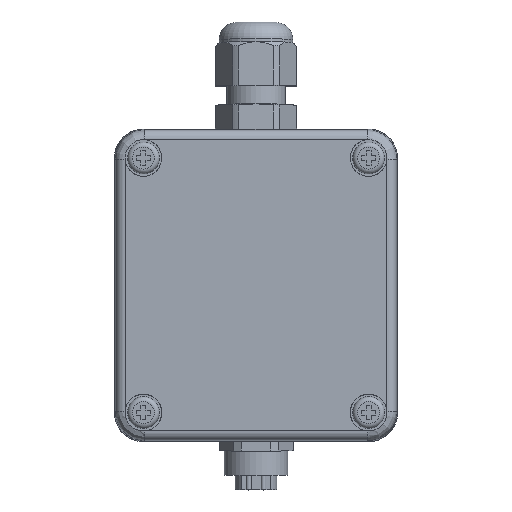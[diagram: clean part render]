
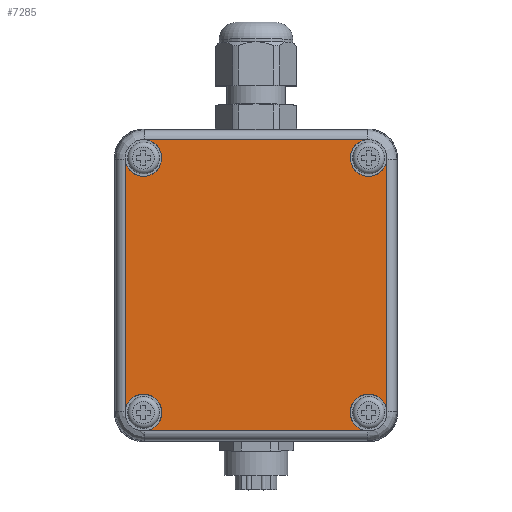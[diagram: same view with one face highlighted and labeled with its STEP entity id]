
A CAD part, top view. The second image highlights one B-rep face of the part: STEP entity #7285.
In plain terms, the highlighted planar face has unit normal (0, 0, 1).
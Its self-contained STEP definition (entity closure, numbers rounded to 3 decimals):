
#650=FACE_OUTER_BOUND('',#1125,.T.);
#1125=EDGE_LOOP('',(#5570,#5571,#5572,#5573,#5574,#5575,#5576,#5577,#5578,
#5579));
#1659=LINE('',#12009,#2217);
#1661=LINE('',#12014,#2219);
#1662=LINE('',#12119,#2220);
#1664=LINE('',#12122,#2222);
#2217=VECTOR('',#9432,45.331);
#2219=VECTOR('',#9438,45.331);
#2220=VECTOR('',#9445,51.331);
#2222=VECTOR('',#9449,51.331);
#2601=CIRCLE('',#7705,3.75);
#2606=CIRCLE('',#7715,3.75);
#2608=CIRCLE('',#7717,3.75);
#2612=CIRCLE('',#7725,3.75);
#2614=CIRCLE('',#7727,3.75);
#2618=CIRCLE('',#7734,3.75);
#3071=VERTEX_POINT('',#11121);
#3072=VERTEX_POINT('',#11122);
#3082=VERTEX_POINT('',#11175);
#3083=VERTEX_POINT('',#11177);
#3085=VERTEX_POINT('',#11182);
#3091=VERTEX_POINT('',#11210);
#3092=VERTEX_POINT('',#11212);
#3094=VERTEX_POINT('',#11217);
#3098=VERTEX_POINT('',#11229);
#3099=VERTEX_POINT('',#11230);
#3790=EDGE_CURVE('',#3071,#3072,#2601,.T.);
#3803=EDGE_CURVE('',#3083,#3082,#2606,.T.);
#3806=EDGE_CURVE('',#3085,#3083,#2608,.T.);
#3814=EDGE_CURVE('',#3092,#3091,#2612,.T.);
#3817=EDGE_CURVE('',#3094,#3092,#2614,.T.);
#3823=EDGE_CURVE('',#3098,#3099,#2618,.T.);
#4100=EDGE_CURVE('',#3071,#3099,#1659,.T.);
#4103=EDGE_CURVE('',#3085,#3091,#1661,.T.);
#4106=EDGE_CURVE('',#3098,#3082,#1662,.T.);
#4108=EDGE_CURVE('',#3094,#3072,#1664,.T.);
#5570=ORIENTED_EDGE('',*,*,#3823,.T.);
#5571=ORIENTED_EDGE('',*,*,#4100,.F.);
#5572=ORIENTED_EDGE('',*,*,#3790,.T.);
#5573=ORIENTED_EDGE('',*,*,#4108,.F.);
#5574=ORIENTED_EDGE('',*,*,#3817,.T.);
#5575=ORIENTED_EDGE('',*,*,#3814,.T.);
#5576=ORIENTED_EDGE('',*,*,#4103,.F.);
#5577=ORIENTED_EDGE('',*,*,#3806,.T.);
#5578=ORIENTED_EDGE('',*,*,#3803,.T.);
#5579=ORIENTED_EDGE('',*,*,#4106,.F.);
#7001=PLANE('',#7981);
#7285=ADVANCED_FACE('',(#650),#7001,.T.);
#7705=AXIS2_PLACEMENT_3D('',#11123,#8764,#8765);
#7715=AXIS2_PLACEMENT_3D('',#11178,#8786,#8787);
#7717=AXIS2_PLACEMENT_3D('',#11183,#8791,#8792);
#7725=AXIS2_PLACEMENT_3D('',#11213,#8808,#8809);
#7727=AXIS2_PLACEMENT_3D('',#11218,#8813,#8814);
#7734=AXIS2_PLACEMENT_3D('',#11231,#8828,#8829);
#7981=AXIS2_PLACEMENT_3D('',#12236,#9468,#9469);
#8764=DIRECTION('center_axis',(0.,0.,-1.));
#8765=DIRECTION('ref_axis',(1.,0.,0.));
#8786=DIRECTION('center_axis',(0.,0.,-1.));
#8787=DIRECTION('ref_axis',(1.,0.,0.));
#8791=DIRECTION('center_axis',(0.,0.,-1.));
#8792=DIRECTION('ref_axis',(1.,0.,0.));
#8808=DIRECTION('center_axis',(0.,0.,-1.));
#8809=DIRECTION('ref_axis',(1.,0.,0.));
#8813=DIRECTION('center_axis',(0.,0.,-1.));
#8814=DIRECTION('ref_axis',(1.,0.,0.));
#8828=DIRECTION('center_axis',(0.,0.,-1.));
#8829=DIRECTION('ref_axis',(1.,0.,0.));
#9432=DIRECTION('',(0.,-1.,0.));
#9438=DIRECTION('',(0.,1.,0.));
#9445=DIRECTION('',(-1.,0.,0.));
#9449=DIRECTION('',(1.,0.,0.));
#9468=DIRECTION('center_axis',(0.,0.,1.));
#9469=DIRECTION('ref_axis',(1.,0.,0.));
#11121=CARTESIAN_POINT('',(29.735,22.666,10.));
#11122=CARTESIAN_POINT('',(25.666,26.735,10.));
#11123=CARTESIAN_POINT('Origin',(26.,23.,10.));
#11175=CARTESIAN_POINT('',(-25.666,-26.735,10.));
#11177=CARTESIAN_POINT('',(-22.25,-23.,10.));
#11178=CARTESIAN_POINT('Origin',(-26.,-23.,10.));
#11182=CARTESIAN_POINT('',(-29.735,-22.666,10.));
#11183=CARTESIAN_POINT('Origin',(-26.,-23.,10.));
#11210=CARTESIAN_POINT('',(-29.735,22.666,10.));
#11212=CARTESIAN_POINT('',(-22.25,23.,10.));
#11213=CARTESIAN_POINT('Origin',(-26.,23.,10.));
#11217=CARTESIAN_POINT('',(-25.666,26.735,10.));
#11218=CARTESIAN_POINT('Origin',(-26.,23.,10.));
#11229=CARTESIAN_POINT('',(25.666,-26.735,10.));
#11230=CARTESIAN_POINT('',(29.735,-22.666,10.));
#11231=CARTESIAN_POINT('Origin',(26.,-23.,10.));
#12009=CARTESIAN_POINT('',(29.735,22.666,10.));
#12014=CARTESIAN_POINT('',(-29.735,-22.666,10.));
#12119=CARTESIAN_POINT('',(25.666,-26.735,10.));
#12122=CARTESIAN_POINT('',(-25.666,26.735,10.));
#12236=CARTESIAN_POINT('Origin',(0.,0.,10.));
